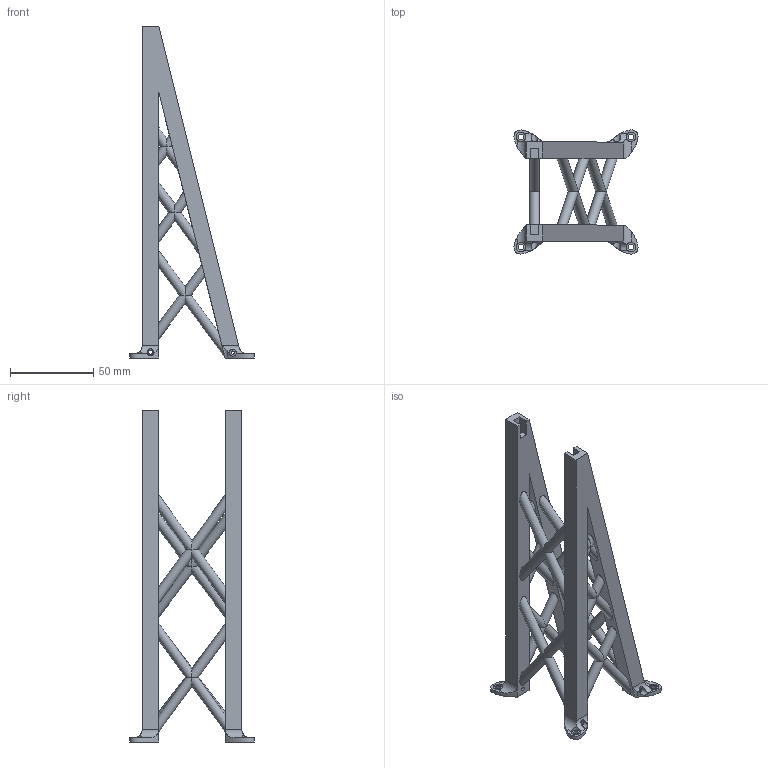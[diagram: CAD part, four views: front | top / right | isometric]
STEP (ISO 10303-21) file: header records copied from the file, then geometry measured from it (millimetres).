
FILE_DESCRIPTION(/* description */ (''),/* implementation_level */ '2;1');
FILE_NAME(/* name */ 'Crane_Top_1.step',/* time_stamp */ '2025-11-21T16:53:59+07:00',/* author */ (''),/* organization */ (''),/* preprocessor_version */ 'ST-DEVELOPER v20.1',/* originating_system */ 'Autodesk Translation Framework v14.21.0.0',/* authorisation */ '');
FILE_SCHEMA (('AUTOMOTIVE_DESIGN { 1 0 10303 214 3 1 1 }'));
Length unit declared in the file: millimetre
Products named in the file (1): Crane_Top
Bounding box: 74.74 x 74.73 x 200 mm (x, y, z)
Volume: 101962.2 mm3; surface area: 46592 mm2
Topology: 1 solids, 2 shells, 115 faces, 356 edges, 224 vertices
Faces by surface type: cylinder 67, plane 41, bspline 4, cone 3
Full cylindrical faces by diameter (mm): 2 x2, 2.5 x2, 3.5 x4, 4 x2, 4.2 x2, 5.7 x4, 6 x36
Entity records: 4470 total; most frequent: CARTESIAN_POINT 1098, DIRECTION 709, ORIENTED_EDGE 706, EDGE_CURVE 353, AXIS2_PLACEMENT_3D 281, VERTEX_POINT 224, EDGE_LOOP 167, LINE 147
